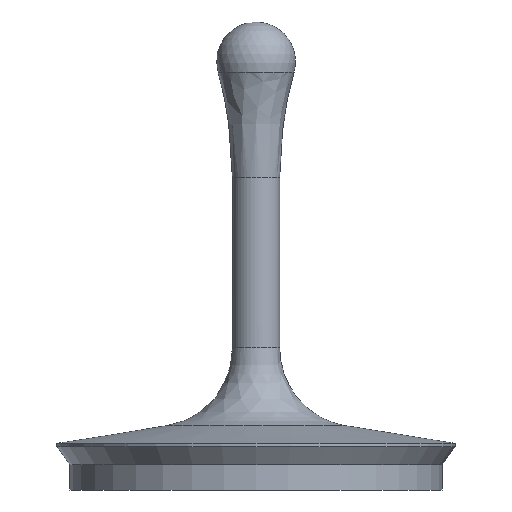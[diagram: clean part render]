
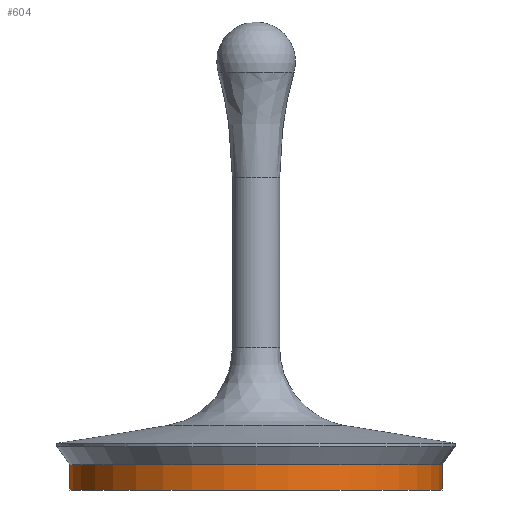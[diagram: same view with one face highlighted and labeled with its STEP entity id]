
A CAD part, front view. The second image highlights one B-rep face of the part: STEP entity #604.
In plain terms, the highlighted cylindrical face has radius 23.6 mm (diameter 47.2 mm), a full revolution.
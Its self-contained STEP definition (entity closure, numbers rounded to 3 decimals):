
#515 = CONICAL_SURFACE('',#516,23.6,0.614);
#516 = AXIS2_PLACEMENT_3D('',#517,#518,#519);
#517 = CARTESIAN_POINT('',(0.,0.,4.7));
#518 = DIRECTION('',(0.,0.,1.));
#519 = DIRECTION('',(1.,0.,-0.));
#553 = EDGE_CURVE('',#554,#554,#556,.T.);
#554 = VERTEX_POINT('',#555);
#555 = CARTESIAN_POINT('',(23.6,0.,4.7));
#556 = SURFACE_CURVE('',#557,(#562,#569),.PCURVE_S1.);
#557 = CIRCLE('',#558,23.6);
#558 = AXIS2_PLACEMENT_3D('',#559,#560,#561);
#559 = CARTESIAN_POINT('',(0.,0.,4.7));
#560 = DIRECTION('',(0.,0.,1.));
#561 = DIRECTION('',(1.,0.,-0.));
#562 = PCURVE('',#515,#563);
#563 = DEFINITIONAL_REPRESENTATION('',(#564),#568);
#564 = LINE('',#565,#566);
#565 = CARTESIAN_POINT('',(0.,0.));
#566 = VECTOR('',#567,1.);
#567 = DIRECTION('',(1.,0.));
#568 = ( GEOMETRIC_REPRESENTATION_CONTEXT(2) 
PARAMETRIC_REPRESENTATION_CONTEXT() REPRESENTATION_CONTEXT('2D SPACE',''
  ) );
#569 = PCURVE('',#570,#575);
#570 = CYLINDRICAL_SURFACE('',#571,23.6);
#571 = AXIS2_PLACEMENT_3D('',#572,#573,#574);
#572 = CARTESIAN_POINT('',(0.,0.,1.5));
#573 = DIRECTION('',(0.,0.,1.));
#574 = DIRECTION('',(1.,0.,-0.));
#575 = DEFINITIONAL_REPRESENTATION('',(#576),#580);
#576 = LINE('',#577,#578);
#577 = CARTESIAN_POINT('',(0.,3.2));
#578 = VECTOR('',#579,1.);
#579 = DIRECTION('',(1.,0.));
#580 = ( GEOMETRIC_REPRESENTATION_CONTEXT(2) 
PARAMETRIC_REPRESENTATION_CONTEXT() REPRESENTATION_CONTEXT('2D SPACE',''
  ) );
#604 = ADVANCED_FACE('',(#605),#570,.T.);
#605 = FACE_BOUND('',#606,.T.);
#606 = EDGE_LOOP('',(#607,#636,#657,#658));
#607 = ORIENTED_EDGE('',*,*,#608,.T.);
#608 = EDGE_CURVE('',#609,#609,#611,.T.);
#609 = VERTEX_POINT('',#610);
#610 = CARTESIAN_POINT('',(23.6,0.,1.5));
#611 = SURFACE_CURVE('',#612,(#617,#624),.PCURVE_S1.);
#612 = CIRCLE('',#613,23.6);
#613 = AXIS2_PLACEMENT_3D('',#614,#615,#616);
#614 = CARTESIAN_POINT('',(0.,0.,1.5));
#615 = DIRECTION('',(0.,0.,1.));
#616 = DIRECTION('',(1.,0.,-0.));
#617 = PCURVE('',#570,#618);
#618 = DEFINITIONAL_REPRESENTATION('',(#619),#623);
#619 = LINE('',#620,#621);
#620 = CARTESIAN_POINT('',(0.,0.));
#621 = VECTOR('',#622,1.);
#622 = DIRECTION('',(1.,0.));
#623 = ( GEOMETRIC_REPRESENTATION_CONTEXT(2) 
PARAMETRIC_REPRESENTATION_CONTEXT() REPRESENTATION_CONTEXT('2D SPACE',''
  ) );
#624 = PCURVE('',#625,#630);
#625 = PLANE('',#626);
#626 = AXIS2_PLACEMENT_3D('',#627,#628,#629);
#627 = CARTESIAN_POINT('',(0.,0.,1.5));
#628 = DIRECTION('',(0.,0.,1.));
#629 = DIRECTION('',(1.,0.,-0.));
#630 = DEFINITIONAL_REPRESENTATION('',(#631),#635);
#631 = CIRCLE('',#632,23.6);
#632 = AXIS2_PLACEMENT_2D('',#633,#634);
#633 = CARTESIAN_POINT('',(0.,0.));
#634 = DIRECTION('',(1.,-0.));
#635 = ( GEOMETRIC_REPRESENTATION_CONTEXT(2) 
PARAMETRIC_REPRESENTATION_CONTEXT() REPRESENTATION_CONTEXT('2D SPACE',''
  ) );
#636 = ORIENTED_EDGE('',*,*,#637,.T.);
#637 = EDGE_CURVE('',#609,#554,#638,.T.);
#638 = SEAM_CURVE('',#639,(#643,#650),.PCURVE_S1.);
#639 = LINE('',#640,#641);
#640 = CARTESIAN_POINT('',(23.6,0.,1.5));
#641 = VECTOR('',#642,1.);
#642 = DIRECTION('',(0.,0.,1.));
#643 = PCURVE('',#570,#644);
#644 = DEFINITIONAL_REPRESENTATION('',(#645),#649);
#645 = LINE('',#646,#647);
#646 = CARTESIAN_POINT('',(0.,0.));
#647 = VECTOR('',#648,1.);
#648 = DIRECTION('',(0.,1.));
#649 = ( GEOMETRIC_REPRESENTATION_CONTEXT(2) 
PARAMETRIC_REPRESENTATION_CONTEXT() REPRESENTATION_CONTEXT('2D SPACE',''
  ) );
#650 = PCURVE('',#570,#651);
#651 = DEFINITIONAL_REPRESENTATION('',(#652),#656);
#652 = LINE('',#653,#654);
#653 = CARTESIAN_POINT('',(6.283,0.));
#654 = VECTOR('',#655,1.);
#655 = DIRECTION('',(0.,1.));
#656 = ( GEOMETRIC_REPRESENTATION_CONTEXT(2) 
PARAMETRIC_REPRESENTATION_CONTEXT() REPRESENTATION_CONTEXT('2D SPACE',''
  ) );
#657 = ORIENTED_EDGE('',*,*,#553,.F.);
#658 = ORIENTED_EDGE('',*,*,#637,.F.);
